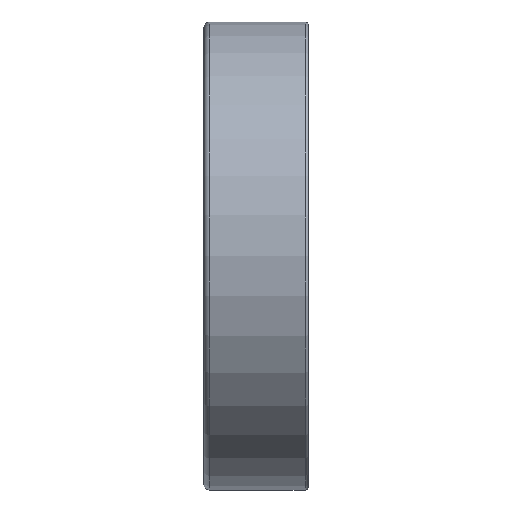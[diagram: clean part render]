
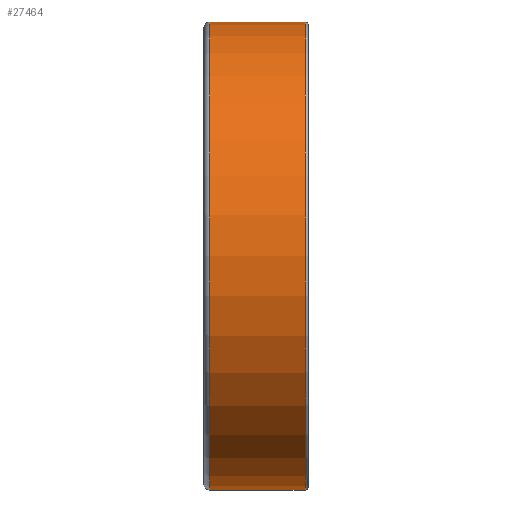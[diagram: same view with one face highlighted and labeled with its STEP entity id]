
A CAD part, top view. The second image highlights one B-rep face of the part: STEP entity #27464.
In plain terms, the highlighted cylindrical face has radius 42.5 mm (diameter 85 mm), a partial arc.
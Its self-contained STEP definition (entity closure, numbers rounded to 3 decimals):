
#16877=DIRECTION('',(-1.,0.,0.));
#16878=VECTOR('',#16877,17.3);
#16879=CARTESIAN_POINT('',(8.9,42.5,0.));
#16880=LINE('',#16879,#16878);
#16884=DIRECTION('',(-1.,0.,0.));
#16885=VECTOR('',#16884,17.3);
#16886=CARTESIAN_POINT('',(8.9,-42.5,0.));
#16887=LINE('',#16886,#16885);
#16899=CARTESIAN_POINT('',(8.9,0.,0.));
#16900=DIRECTION('',(1.,0.,0.));
#16901=DIRECTION('',(0.,1.,0.));
#16902=AXIS2_PLACEMENT_3D('',#16899,#16900,#16901);
#16907=CARTESIAN_POINT('',(-8.4,0.,0.));
#16908=DIRECTION('',(1.,0.,0.));
#16909=DIRECTION('',(0.,1.,0.));
#16910=AXIS2_PLACEMENT_3D('',#16907,#16908,#16909);
#24124=CARTESIAN_POINT('',(8.9,42.5,0.));
#24125=CARTESIAN_POINT('',(-8.4,42.5,0.));
#24126=VERTEX_POINT('',#24124);
#24127=VERTEX_POINT('',#24125);
#24136=CARTESIAN_POINT('',(8.9,-42.5,0.));
#24137=CARTESIAN_POINT('',(-8.4,-42.5,0.));
#24138=VERTEX_POINT('',#24136);
#24139=VERTEX_POINT('',#24137);
#27452=CARTESIAN_POINT('',(-10.45,0.,0.));
#27453=DIRECTION('',(1.,0.,0.));
#27454=DIRECTION('',(0.,-1.,0.));
#27455=AXIS2_PLACEMENT_3D('',#27452,#27453,#27454);
#27456=CYLINDRICAL_SURFACE('',#27455,42.5);
#27457=ORIENTED_EDGE('',*,*,#27442,.F.);
#27458=ORIENTED_EDGE('',*,*,#27419,.T.);
#27459=ORIENTED_EDGE('',*,*,#27446,.T.);
#27461=ORIENTED_EDGE('',*,*,#27460,.F.);
#27462=EDGE_LOOP('',(#27457,#27458,#27459,#27461));
#27463=FACE_OUTER_BOUND('',#27462,.F.);
#16903=CIRCLE('',#16902,42.5);
#16911=CIRCLE('',#16910,42.5);
#27419=EDGE_CURVE('',#24126,#24138,#16903,.T.);
#27442=EDGE_CURVE('',#24126,#24127,#16880,.T.);
#27446=EDGE_CURVE('',#24138,#24139,#16887,.T.);
#27460=EDGE_CURVE('',#24127,#24139,#16911,.T.);
#27464=ADVANCED_FACE('',(#27463),#27456,.T.);
